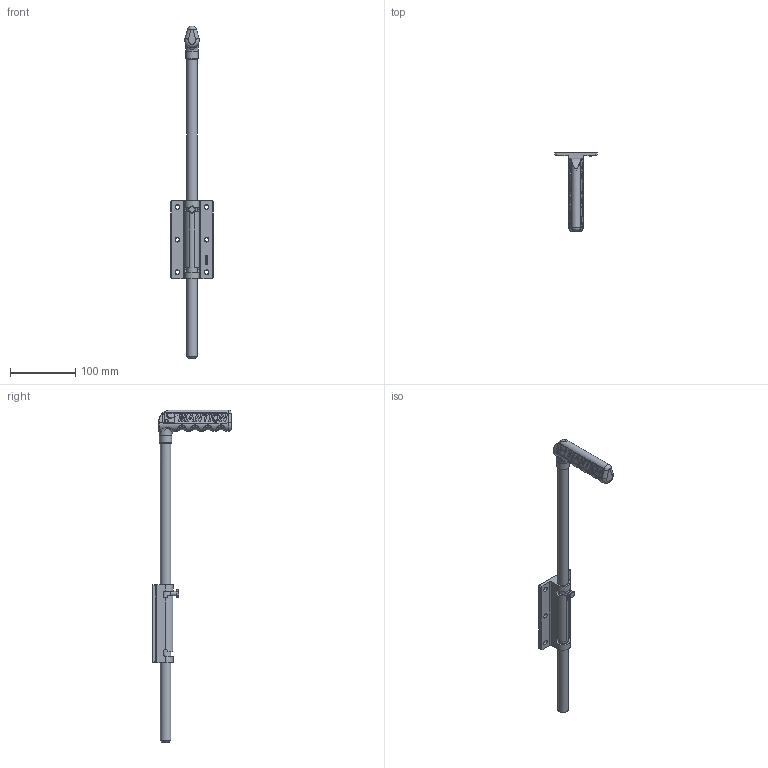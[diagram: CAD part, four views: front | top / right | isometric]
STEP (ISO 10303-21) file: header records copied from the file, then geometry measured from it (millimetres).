
FILE_DESCRIPTION(/* description */ ('Canne verrou Ø16mm à visser'),/* implementation_level */ '2;1');
FILE_NAME(/* name */ '1316.stp',/* time_stamp */ '2020-01-08T11:24:51+01:00',/* author */ ('DBARI'),/* organization */ (''),/* preprocessor_version */ 'ST-DEVELOPER v17.2',/* originating_system */ 'Autodesk Inventor 2019',/* authorisation */ '');
FILE_SCHEMA (('AUTOMOTIVE_DESIGN { 1 0 10303 214 3 1 1 }'));
Length unit declared in the file: centimetre
Products named in the file (5): 1316; 15906; 21322; 21378; 23594
Assembly tree (4 placements, depth 2):
  1316
    15906
    21322
    21378
    23594
Bounding box: 65 x 121 x 510 mm (x, y, z)
Volume: 209842.1 mm3; surface area: 78288.4 mm2
Topology: 4 solids, 4 shells, 454 faces, 1224 edges, 805 vertices
Faces by surface type: plane 256, cylinder 90, bspline 77, cone 14, torus 13, sphere 4
Full cylindrical faces by diameter (mm): 3 x2, 4.422 x2, 4.917 x2, 6 x7, 6.2 x6, 6.5 x1, 16 x4, 16.2 x1, 19 x1
Entity records: 18844 total; most frequent: CARTESIAN_POINT 7625, ORIENTED_EDGE 2448, DIRECTION 1991, EDGE_CURVE 1224, VERTEX_POINT 805, LINE 763, VECTOR 763, AXIS2_PLACEMENT_3D 614
